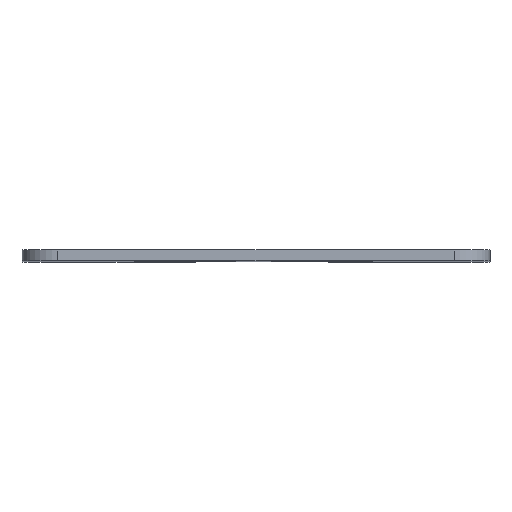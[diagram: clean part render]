
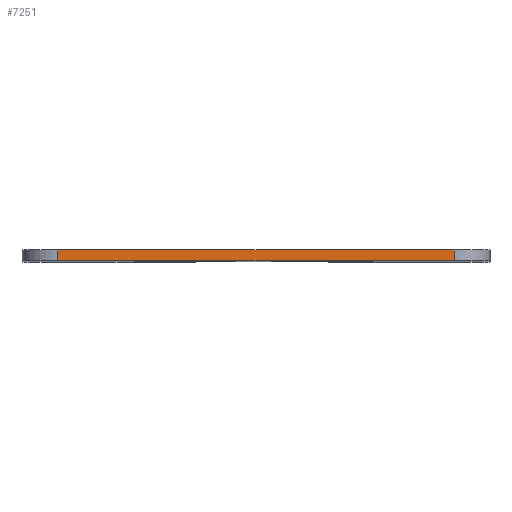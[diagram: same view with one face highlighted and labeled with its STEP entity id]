
A CAD part, top view. The second image highlights one B-rep face of the part: STEP entity #7251.
In plain terms, the highlighted planar face has unit normal (0, 0, 1).
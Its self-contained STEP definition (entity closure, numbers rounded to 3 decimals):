
#307=PLANE('',#7517);
#668=FACE_OUTER_BOUND('',#1081,.T.);
#1081=EDGE_LOOP('',(#6539,#6540,#6541,#6542));
#1744=LINE('',#13401,#2445);
#1762=LINE('',#13485,#2463);
#1770=LINE('',#13509,#2471);
#1772=LINE('',#13512,#2473);
#2445=VECTOR('',#8539,10.);
#2463=VECTOR('',#8613,10.);
#2471=VECTOR('',#8639,10.);
#2473=VECTOR('',#8643,10.);
#3465=VERTEX_POINT('',#13379);
#3475=VERTEX_POINT('',#13399);
#3512=VERTEX_POINT('',#13481);
#3520=VERTEX_POINT('',#13507);
#4492=EDGE_CURVE('',#3465,#3475,#1744,.T.);
#4531=EDGE_CURVE('',#3465,#3512,#1762,.T.);
#4542=EDGE_CURVE('',#3520,#3475,#1770,.T.);
#4544=EDGE_CURVE('',#3512,#3520,#1772,.T.);
#6539=ORIENTED_EDGE('',*,*,#4531,.F.);
#6540=ORIENTED_EDGE('',*,*,#4492,.T.);
#6541=ORIENTED_EDGE('',*,*,#4542,.F.);
#6542=ORIENTED_EDGE('',*,*,#4544,.F.);
#7251=ADVANCED_FACE('',(#668),#307,.T.);
#7517=AXIS2_PLACEMENT_3D('',#13511,#8641,#8642);
#8539=DIRECTION('',(1.,0.,0.));
#8613=DIRECTION('',(0.,1.,0.));
#8639=DIRECTION('',(0.,-1.,0.));
#8641=DIRECTION('center_axis',(0.,0.,1.));
#8642=DIRECTION('ref_axis',(1.,0.,0.));
#8643=DIRECTION('',(1.,0.,0.));
#13379=CARTESIAN_POINT('',(-8.184,0.,70.521));
#13399=CARTESIAN_POINT('',(46.916,0.,70.521));
#13401=CARTESIAN_POINT('',(-13.184,0.,70.521));
#13481=CARTESIAN_POINT('',(-8.184,1.5,70.521));
#13485=CARTESIAN_POINT('',(-8.184,0.,70.521));
#13507=CARTESIAN_POINT('',(46.916,1.5,70.521));
#13509=CARTESIAN_POINT('',(46.916,0.,70.521));
#13511=CARTESIAN_POINT('Origin',(-13.184,0.,70.521));
#13512=CARTESIAN_POINT('',(-13.184,1.5,70.521));
